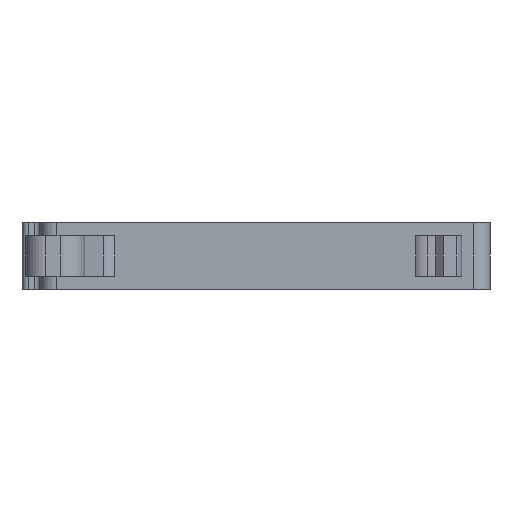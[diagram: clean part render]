
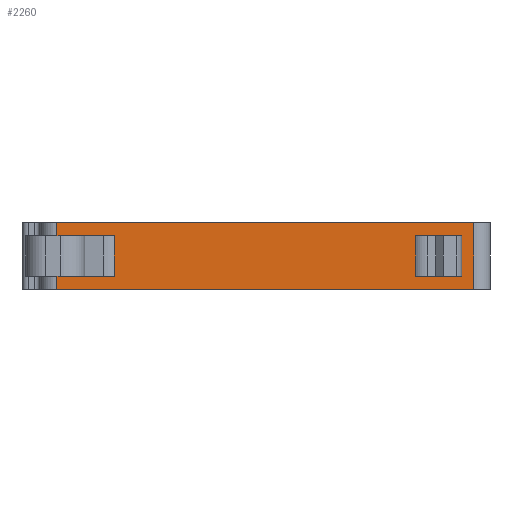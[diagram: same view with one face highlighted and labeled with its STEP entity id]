
A CAD part, front view. The second image highlights one B-rep face of the part: STEP entity #2260.
In plain terms, the highlighted planar face has unit normal (0, -1, 0).
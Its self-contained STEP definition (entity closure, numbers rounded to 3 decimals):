
#11 = DIRECTION ( 'NONE',  ( 0., 1., 0. ) ) ;
#78 = VERTEX_POINT ( 'NONE', #2143 ) ;
#221 = VERTEX_POINT ( 'NONE', #822 ) ;
#547 = LINE ( 'NONE', #592, #1383 ) ;
#582 = DIRECTION ( 'NONE',  ( 0., 0., -1. ) ) ;
#592 = CARTESIAN_POINT ( 'NONE',  ( 19.5, -28.904, 3.1 ) ) ;
#740 = VERTEX_POINT ( 'NONE', #1447 ) ;
#822 = CARTESIAN_POINT ( 'NONE',  ( 19.5, -28.904, -3.1 ) ) ;
#909 = DIRECTION ( 'NONE',  ( 1., 0., 0. ) ) ;
#1041 = CARTESIAN_POINT ( 'NONE',  ( -19.5, -28.904, 3.1 ) ) ;
#1309 = EDGE_LOOP ( 'NONE', ( #2154, #1423, #4083, #3671 ) ) ;
#1383 = VECTOR ( 'NONE', #582, 1000. ) ;
#1423 = ORIENTED_EDGE ( 'NONE', *, *, #4308, .F. ) ;
#1447 = CARTESIAN_POINT ( 'NONE',  ( 19.5, -28.904, 3.1 ) ) ;
#1459 = VECTOR ( 'NONE', #909, 1000. ) ;
#1602 = VERTEX_POINT ( 'NONE', #1723 ) ;
#1638 = DIRECTION ( 'NONE',  ( 1., 0., 0. ) ) ;
#1723 = CARTESIAN_POINT ( 'NONE',  ( -19.5, -28.904, 3.1 ) ) ;
#2143 = CARTESIAN_POINT ( 'NONE',  ( -19.5, -28.904, -3.1 ) ) ;
#2148 = VECTOR ( 'NONE', #1638, 1000. ) ;
#2154 = ORIENTED_EDGE ( 'NONE', *, *, #4246, .T. ) ;
#2226 = AXIS2_PLACEMENT_3D ( 'NONE', #1041, #11, #2405 ) ;
#2260 = ADVANCED_FACE ( 'NONE', ( #2310 ), #4333, .F. ) ;
#2278 = CARTESIAN_POINT ( 'NONE',  ( -19.5, -28.904, -3.1 ) ) ;
#2310 = FACE_OUTER_BOUND ( 'NONE', #1309, .T. ) ;
#2405 = DIRECTION ( 'NONE',  ( -1., 0., 0. ) ) ;
#2564 = VECTOR ( 'NONE', #3843, 1000. ) ;
#3023 = LINE ( 'NONE', #3593, #2148 ) ;
#3196 = CARTESIAN_POINT ( 'NONE',  ( -19.5, -28.904, 3.1 ) ) ;
#3517 = LINE ( 'NONE', #3196, #2564 ) ;
#3593 = CARTESIAN_POINT ( 'NONE',  ( -19.5, -28.904, 3.1 ) ) ;
#3671 = ORIENTED_EDGE ( 'NONE', *, *, #4184, .T. ) ;
#3843 = DIRECTION ( 'NONE',  ( 0., 0., -1. ) ) ;
#4059 = LINE ( 'NONE', #2278, #1459 ) ;
#4083 = ORIENTED_EDGE ( 'NONE', *, *, #4332, .F. ) ;
#4184 = EDGE_CURVE ( 'NONE', #1602, #78, #3517, .T. ) ;
#4246 = EDGE_CURVE ( 'NONE', #78, #221, #4059, .T. ) ;
#4308 = EDGE_CURVE ( 'NONE', #740, #221, #547, .T. ) ;
#4332 = EDGE_CURVE ( 'NONE', #1602, #740, #3023, .T. ) ;
#4333 = PLANE ( 'NONE',  #2226 ) ;
